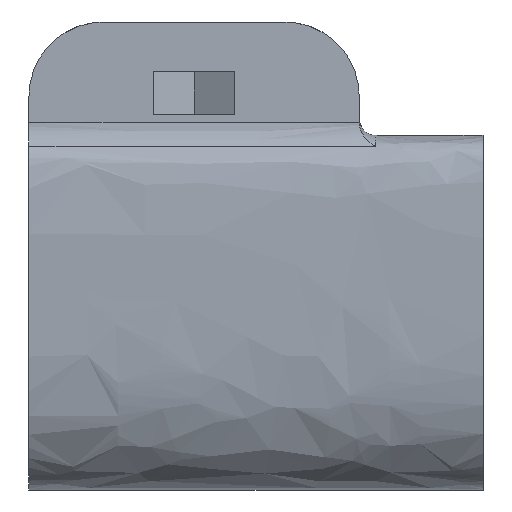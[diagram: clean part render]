
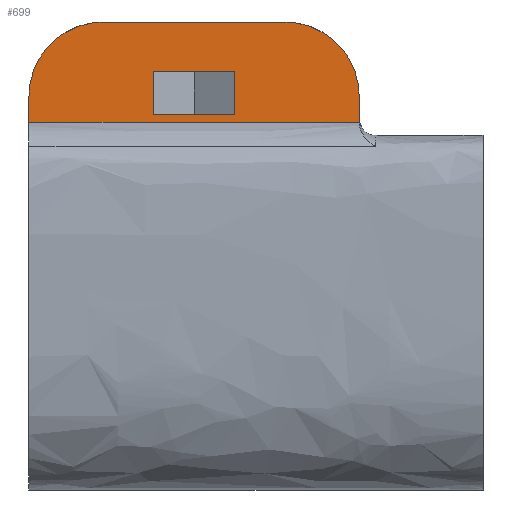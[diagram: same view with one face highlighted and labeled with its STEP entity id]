
A CAD part, front view. The second image highlights one B-rep face of the part: STEP entity #699.
In plain terms, the highlighted planar face has unit normal (0, -1, 0.001).
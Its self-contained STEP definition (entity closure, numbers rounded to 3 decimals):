
#28=FACE_BOUND('',#240,.T.);
#35=CIRCLE('',#750,9.);
#36=CIRCLE('',#751,9.);
#47=PLANE('',#749);
#78=LINE('',#1215,#137);
#79=LINE('',#1219,#138);
#80=LINE('',#1222,#139);
#81=LINE('',#1225,#140);
#82=LINE('',#1227,#141);
#83=LINE('',#1229,#142);
#84=LINE('',#1230,#143);
#137=VECTOR('',#800,10.);
#138=VECTOR('',#803,10.);
#139=VECTOR('',#806,10.);
#140=VECTOR('',#807,10.);
#141=VECTOR('',#808,10.);
#142=VECTOR('',#809,10.);
#143=VECTOR('',#810,10.);
#201=FACE_OUTER_BOUND('',#239,.T.);
#239=EDGE_LOOP('',(#499,#500,#501,#502,#503,#504));
#240=EDGE_LOOP('',(#505,#506,#507,#508));
#289=B_SPLINE_CURVE_WITH_KNOTS('',3,(#1189,#1190,#1191,#1192),
 .UNSPECIFIED.,.F.,.F.,(4,4),(1.5,5.5),.UNSPECIFIED.);
#318=VERTEX_POINT('',#1183);
#319=VERTEX_POINT('',#1188);
#322=VERTEX_POINT('',#1214);
#323=VERTEX_POINT('',#1216);
#324=VERTEX_POINT('',#1218);
#325=VERTEX_POINT('',#1220);
#326=VERTEX_POINT('',#1223);
#327=VERTEX_POINT('',#1224);
#328=VERTEX_POINT('',#1226);
#329=VERTEX_POINT('',#1228);
#389=EDGE_CURVE('',#318,#319,#289,.T.);
#393=EDGE_CURVE('',#322,#318,#78,.T.);
#394=EDGE_CURVE('',#323,#322,#35,.T.);
#395=EDGE_CURVE('',#324,#323,#79,.T.);
#396=EDGE_CURVE('',#325,#324,#36,.T.);
#397=EDGE_CURVE('',#325,#319,#80,.T.);
#398=EDGE_CURVE('',#326,#327,#81,.T.);
#399=EDGE_CURVE('',#327,#328,#82,.T.);
#400=EDGE_CURVE('',#328,#329,#83,.T.);
#401=EDGE_CURVE('',#329,#326,#84,.T.);
#499=ORIENTED_EDGE('',*,*,#389,.F.);
#500=ORIENTED_EDGE('',*,*,#393,.F.);
#501=ORIENTED_EDGE('',*,*,#394,.F.);
#502=ORIENTED_EDGE('',*,*,#395,.F.);
#503=ORIENTED_EDGE('',*,*,#396,.F.);
#504=ORIENTED_EDGE('',*,*,#397,.T.);
#505=ORIENTED_EDGE('',*,*,#398,.T.);
#506=ORIENTED_EDGE('',*,*,#399,.T.);
#507=ORIENTED_EDGE('',*,*,#400,.T.);
#508=ORIENTED_EDGE('',*,*,#401,.T.);
#699=ADVANCED_FACE('',(#201,#28),#47,.T.);
#749=AXIS2_PLACEMENT_3D('',#1213,#798,#799);
#750=AXIS2_PLACEMENT_3D('',#1217,#801,#802);
#751=AXIS2_PLACEMENT_3D('',#1221,#804,#805);
#798=DIRECTION('center_axis',(0.,-1.,0.001));
#799=DIRECTION('ref_axis',(0.,-0.001,-1.));
#800=DIRECTION('',(0.,-0.001,-1.));
#801=DIRECTION('center_axis',(0.,1.,-0.001));
#802=DIRECTION('ref_axis',(0.,0.001,1.));
#803=DIRECTION('',(1.,0.,0.));
#804=DIRECTION('center_axis',(0.,1.,-0.001));
#805=DIRECTION('ref_axis',(0.,0.001,1.));
#806=DIRECTION('',(0.,-0.001,-1.));
#807=DIRECTION('',(0.,-0.001,-1.));
#808=DIRECTION('',(-1.,0.,0.));
#809=DIRECTION('',(0.,0.001,1.));
#810=DIRECTION('',(1.,0.,0.));
#1183=CARTESIAN_POINT('',(40.,-10.569,44.545));
#1188=CARTESIAN_POINT('',(0.,-10.569,44.545));
#1189=CARTESIAN_POINT('Ctrl Pts',(40.,-10.569,44.545));
#1190=CARTESIAN_POINT('Ctrl Pts',(26.667,-10.569,44.545));
#1191=CARTESIAN_POINT('Ctrl Pts',(13.333,-10.569,44.545));
#1192=CARTESIAN_POINT('Ctrl Pts',(0.,-10.569,
44.545));
#1213=CARTESIAN_POINT('Origin',(0.,-10.56,56.675));
#1214=CARTESIAN_POINT('',(40.,-10.567,47.675));
#1215=CARTESIAN_POINT('',(40.,-10.56,56.675));
#1216=CARTESIAN_POINT('',(31.,-10.56,56.675));
#1217=CARTESIAN_POINT('Origin',(31.,-10.567,47.675));
#1218=CARTESIAN_POINT('',(9.,-10.56,56.675));
#1219=CARTESIAN_POINT('',(0.,-10.56,56.675));
#1220=CARTESIAN_POINT('',(0.,-10.567,47.675));
#1221=CARTESIAN_POINT('Origin',(9.,-10.567,47.675));
#1222=CARTESIAN_POINT('',(0.,-10.56,56.675));
#1223=CARTESIAN_POINT('',(24.95,-10.565,50.657));
#1224=CARTESIAN_POINT('',(24.95,-10.568,45.457));
#1225=CARTESIAN_POINT('',(24.95,-10.562,53.678));
#1226=CARTESIAN_POINT('',(15.05,-10.568,45.457));
#1227=CARTESIAN_POINT('',(10.,-10.568,45.457));
#1228=CARTESIAN_POINT('',(15.05,-10.565,50.657));
#1229=CARTESIAN_POINT('',(15.05,-10.562,53.661));
#1230=CARTESIAN_POINT('',(10.,-10.565,50.657));
